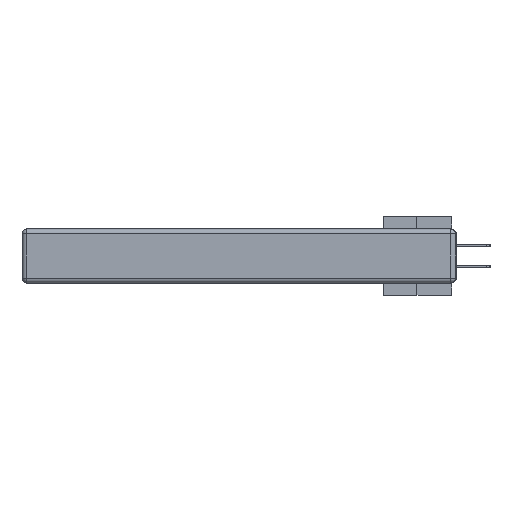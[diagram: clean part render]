
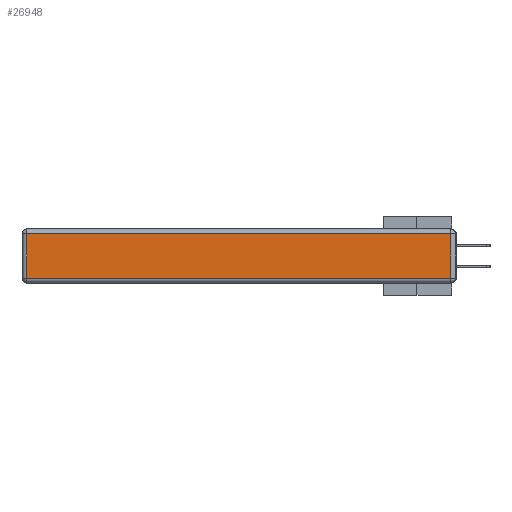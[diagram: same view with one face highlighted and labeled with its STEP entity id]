
A CAD part, left-side view. The second image highlights one B-rep face of the part: STEP entity #26948.
In plain terms, the highlighted planar face has unit normal (-1, 0, 0).
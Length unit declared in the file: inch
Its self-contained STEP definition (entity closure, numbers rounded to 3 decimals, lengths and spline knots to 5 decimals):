
#680 = LINE ( 'NONE', #7140, #2110 ) ;
#1176 = VERTEX_POINT ( 'NONE', #34721 ) ;
#2110 = VECTOR ( 'NONE', #19977, 39.37008 ) ;
#4413 = VERTEX_POINT ( 'NONE', #25328 ) ;
#4743 = LINE ( 'NONE', #35015, #7178 ) ;
#4943 = FACE_OUTER_BOUND ( 'NONE', #24182, .T. ) ;
#5506 = DIRECTION ( 'NONE',  ( -1., 0., 0. ) ) ;
#6491 = EDGE_CURVE ( 'NONE', #8492, #1176, #680, .T. ) ;
#7140 = CARTESIAN_POINT ( 'NONE',  ( 0., 2.75, -0.03 ) ) ;
#7178 = VECTOR ( 'NONE', #12897, 39.37008 ) ;
#7319 = DIRECTION ( 'NONE',  ( 0., -1., 0. ) ) ;
#8202 = DIRECTION ( 'NONE',  ( 0., 0., 1. ) ) ;
#8492 = VERTEX_POINT ( 'NONE', #28809 ) ;
#12897 = DIRECTION ( 'NONE',  ( 0., 0., -1. ) ) ;
#16895 = EDGE_CURVE ( 'NONE', #4413, #38222, #30121, .T. ) ;
#17935 = CARTESIAN_POINT ( 'NONE',  ( 0., 0., -0.343 ) ) ;
#19977 = DIRECTION ( 'NONE',  ( 0., 1., 0. ) ) ;
#20968 = CARTESIAN_POINT ( 'NONE',  ( 0., 0.03, -0.313 ) ) ;
#21892 = ORIENTED_EDGE ( 'NONE', *, *, #40358, .T. ) ;
#23897 = CARTESIAN_POINT ( 'NONE',  ( 0., 0.03, -0.343 ) ) ;
#24182 = EDGE_LOOP ( 'NONE', ( #31373, #31018, #39742, #21892 ) ) ;
#24319 = LINE ( 'NONE', #23897, #33601 ) ;
#25328 = CARTESIAN_POINT ( 'NONE',  ( 0., 2.72, -0.313 ) ) ;
#26948 = ADVANCED_FACE ( 'NONE', ( #4943 ), #39488, .T. ) ;
#28809 = CARTESIAN_POINT ( 'NONE',  ( 0., 0.03, -0.03 ) ) ;
#30121 = LINE ( 'NONE', #35194, #35531 ) ;
#31018 = ORIENTED_EDGE ( 'NONE', *, *, #31400, .T. ) ;
#31373 = ORIENTED_EDGE ( 'NONE', *, *, #16895, .T. ) ;
#31400 = EDGE_CURVE ( 'NONE', #38222, #8492, #24319, .T. ) ;
#33601 = VECTOR ( 'NONE', #8202, 39.37008 ) ;
#34721 = CARTESIAN_POINT ( 'NONE',  ( 0., 2.72, -0.03 ) ) ;
#35015 = CARTESIAN_POINT ( 'NONE',  ( 0., 2.72, -0.343 ) ) ;
#35194 = CARTESIAN_POINT ( 'NONE',  ( 0., 0., -0.313 ) ) ;
#35327 = AXIS2_PLACEMENT_3D ( 'NONE', #17935, #5506, #36139 ) ;
#35531 = VECTOR ( 'NONE', #7319, 39.37008 ) ;
#36139 = DIRECTION ( 'NONE',  ( 0., 0., 1. ) ) ;
#38222 = VERTEX_POINT ( 'NONE', #20968 ) ;
#39488 = PLANE ( 'NONE',  #35327 ) ;
#39742 = ORIENTED_EDGE ( 'NONE', *, *, #6491, .T. ) ;
#40358 = EDGE_CURVE ( 'NONE', #1176, #4413, #4743, .T. ) ;
